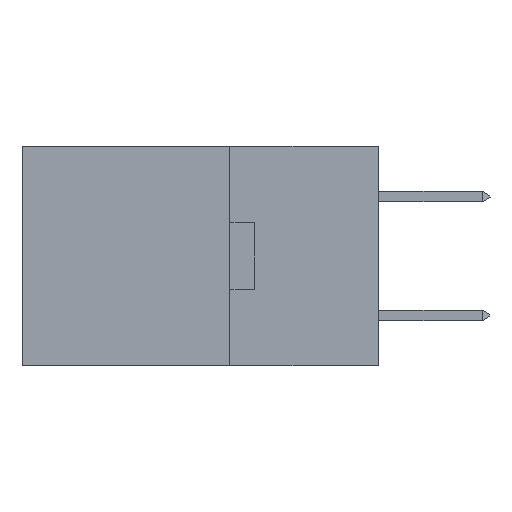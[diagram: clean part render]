
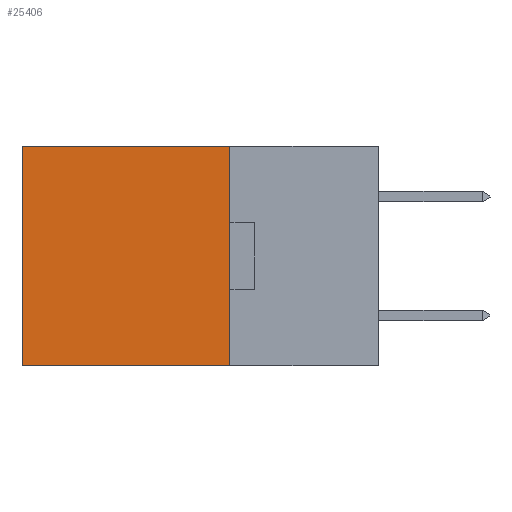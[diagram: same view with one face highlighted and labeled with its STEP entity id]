
A CAD part, left-side view. The second image highlights one B-rep face of the part: STEP entity #25406.
In plain terms, the highlighted planar face has unit normal (-1, 0, 0).
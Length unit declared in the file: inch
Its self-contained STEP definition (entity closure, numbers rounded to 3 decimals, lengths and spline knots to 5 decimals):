
#2294 = CARTESIAN_POINT ( 'NONE',  ( 0.2615, 0.25, -0.37 ) ) ;
#2679 = DIRECTION ( 'NONE',  ( 0., 0., -1. ) ) ;
#3884 = VERTEX_POINT ( 'NONE', #4652 ) ;
#4652 = CARTESIAN_POINT ( 'NONE',  ( 0.2615, 0.25, 0. ) ) ;
#6004 = ORIENTED_EDGE ( 'NONE', *, *, #9063, .T. ) ;
#6537 = VECTOR ( 'NONE', #8147, 39.37008 ) ;
#6889 = ORIENTED_EDGE ( 'NONE', *, *, #24851, .F. ) ;
#8147 = DIRECTION ( 'NONE',  ( 0., 0., -1. ) ) ;
#8637 = VECTOR ( 'NONE', #15631, 39.37008 ) ;
#8942 = LINE ( 'NONE', #2294, #19761 ) ;
#9063 = EDGE_CURVE ( 'NONE', #3884, #22060, #13071, .T. ) ;
#10836 = ORIENTED_EDGE ( 'NONE', *, *, #14460, .F. ) ;
#10910 = LINE ( 'NONE', #21069, #6537 ) ;
#10915 = AXIS2_PLACEMENT_3D ( 'NONE', #13343, #15507, #2679 ) ;
#11297 = CARTESIAN_POINT ( 'NONE',  ( 0.2615, 0.25, -0.37 ) ) ;
#12393 = CARTESIAN_POINT ( 'NONE',  ( 0.2615, 0.25, 0. ) ) ;
#12487 = DIRECTION ( 'NONE',  ( 0., 1., 0. ) ) ;
#12902 = EDGE_LOOP ( 'NONE', ( #25063, #10836, #6889, #6004 ) ) ;
#13071 = LINE ( 'NONE', #12393, #23228 ) ;
#13105 = CARTESIAN_POINT ( 'NONE',  ( 0.2615, 0.6, -0.37 ) ) ;
#13343 = CARTESIAN_POINT ( 'NONE',  ( 0.2615, 0.25, -0.37 ) ) ;
#14460 = EDGE_CURVE ( 'NONE', #15422, #20338, #8942, .T. ) ;
#15121 = DIRECTION ( 'NONE',  ( 0., 1., 0. ) ) ;
#15422 = VERTEX_POINT ( 'NONE', #16439 ) ;
#15502 = EDGE_CURVE ( 'NONE', #22060, #20338, #10910, .T. ) ;
#15507 = DIRECTION ( 'NONE',  ( 1., 0., 0. ) ) ;
#15631 = DIRECTION ( 'NONE',  ( 0., 0., -1. ) ) ;
#16439 = CARTESIAN_POINT ( 'NONE',  ( 0.2615, 0.25, -0.37 ) ) ;
#19448 = LINE ( 'NONE', #11297, #8637 ) ;
#19761 = VECTOR ( 'NONE', #15121, 39.37008 ) ;
#20338 = VERTEX_POINT ( 'NONE', #13105 ) ;
#21069 = CARTESIAN_POINT ( 'NONE',  ( 0.2615, 0.6, -0.37 ) ) ;
#22060 = VERTEX_POINT ( 'NONE', #22332 ) ;
#22332 = CARTESIAN_POINT ( 'NONE',  ( 0.2615, 0.6, 0. ) ) ;
#22424 = FACE_OUTER_BOUND ( 'NONE', #12902, .T. ) ;
#23228 = VECTOR ( 'NONE', #12487, 39.37008 ) ;
#24851 = EDGE_CURVE ( 'NONE', #3884, #15422, #19448, .T. ) ;
#25063 = ORIENTED_EDGE ( 'NONE', *, *, #15502, .T. ) ;
#25406 = ADVANCED_FACE ( 'NONE', ( #22424 ), #26240, .F. ) ;
#26240 = PLANE ( 'NONE',  #10915 ) ;
